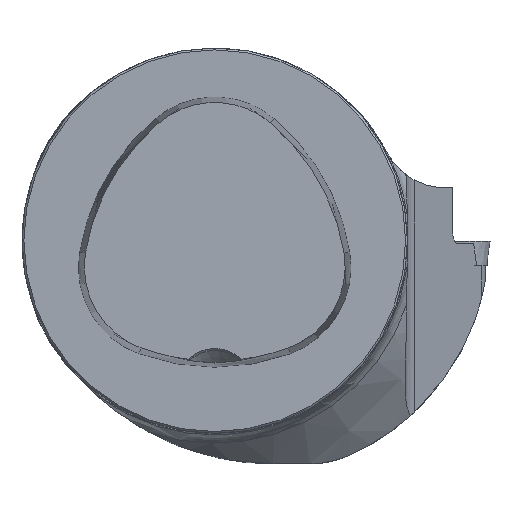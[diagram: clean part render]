
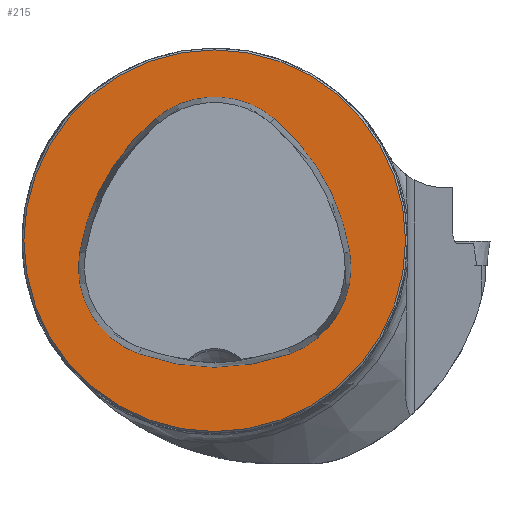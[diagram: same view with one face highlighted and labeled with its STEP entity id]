
A CAD part, top view. The second image highlights one B-rep face of the part: STEP entity #215.
In plain terms, the highlighted planar face has unit normal (0, 0, 1).
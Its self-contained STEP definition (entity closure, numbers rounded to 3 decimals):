
#100=FACE_BOUND('',#381,.T.);
#101=FACE_BOUND('',#382,.T.);
#145=PLANE('',#1447);
#215=ADVANCED_FACE('CU_FL_N1_SU_1',(#100,#101),#145,.T.);
#381=EDGE_LOOP('',(#777,#778,#779,#780,#781,#782));
#382=EDGE_LOOP('',(#783));
#777=ORIENTED_EDGE('',*,*,#1224,.F.);
#778=ORIENTED_EDGE('',*,*,#1225,.F.);
#779=ORIENTED_EDGE('',*,*,#1217,.F.);
#780=ORIENTED_EDGE('',*,*,#1226,.F.);
#781=ORIENTED_EDGE('',*,*,#1227,.F.);
#782=ORIENTED_EDGE('',*,*,#1228,.F.);
#783=ORIENTED_EDGE('',*,*,#1229,.T.);
#1071=VERTEX_POINT('',#2529);
#1072=VERTEX_POINT('',#2531);
#1078=VERTEX_POINT('',#2563);
#1079=VERTEX_POINT('',#2564);
#1080=VERTEX_POINT('',#2567);
#1081=VERTEX_POINT('',#2569);
#1082=VERTEX_POINT('',#2572);
#1217=EDGE_CURVE('',#1071,#1072,#1293,.T.);
#1224=EDGE_CURVE('',#1078,#1079,#1295,.T.);
#1225=EDGE_CURVE('',#1072,#1078,#1296,.T.);
#1226=EDGE_CURVE('',#1080,#1071,#1297,.T.);
#1227=EDGE_CURVE('',#1081,#1080,#1298,.T.);
#1228=EDGE_CURVE('',#1079,#1081,#1299,.T.);
#1229=EDGE_CURVE('',#1082,#1082,#1300,.T.);
#1293=CIRCLE('',#1438,36.075);
#1295=CIRCLE('',#1441,36.075);
#1296=CIRCLE('',#1442,15.075);
#1297=CIRCLE('',#1443,15.075);
#1298=CIRCLE('',#1444,36.075);
#1299=CIRCLE('',#1445,15.075);
#1300=CIRCLE('',#1446,31.2);
#1438=AXIS2_PLACEMENT_3D('',#2530,#1680,#1681);
#1441=AXIS2_PLACEMENT_3D('',#2562,#1687,#1688);
#1442=AXIS2_PLACEMENT_3D('',#2565,#1689,#1690);
#1443=AXIS2_PLACEMENT_3D('',#2566,#1691,#1692);
#1444=AXIS2_PLACEMENT_3D('',#2568,#1693,#1694);
#1445=AXIS2_PLACEMENT_3D('',#2570,#1695,#1696);
#1446=AXIS2_PLACEMENT_3D('',#2571,#1697,#1698);
#1447=AXIS2_PLACEMENT_3D('',#2573,#1699,#1700);
#1680=DIRECTION('',(0.,0.,1.));
#1681=DIRECTION('',(-1.,0.,0.));
#1687=DIRECTION('',(0.,0.,1.));
#1688=DIRECTION('',(-1.,0.,0.));
#1689=DIRECTION('',(0.,0.,1.));
#1690=DIRECTION('',(-1.,0.,0.));
#1691=DIRECTION('',(0.,0.,1.));
#1692=DIRECTION('',(-1.,0.,0.));
#1693=DIRECTION('',(0.,0.,1.));
#1694=DIRECTION('',(-1.,0.,0.));
#1695=DIRECTION('',(0.,0.,1.));
#1696=DIRECTION('',(-1.,0.,0.));
#1697=DIRECTION('',(0.,0.,1.));
#1698=DIRECTION('',(-1.,0.,0.));
#1699=DIRECTION('',(0.,0.,1.));
#1700=DIRECTION('',(-1.,0.,0.));
#2529=CARTESIAN_POINT('',(-12.368,-18.489,0.));
#2530=CARTESIAN_POINT('',(0.,15.4,0.));
#2531=CARTESIAN_POINT('',(12.368,-18.489,0.));
#2562=CARTESIAN_POINT('',(-13.535,-7.656,0.));
#2563=CARTESIAN_POINT('',(22.084,-1.937,0.));
#2564=CARTESIAN_POINT('',(9.716,19.927,0.));
#2565=CARTESIAN_POINT('',(7.2,-4.327,0.));
#2566=CARTESIAN_POINT('',(-7.2,-4.327,0.));
#2567=CARTESIAN_POINT('',(-22.084,-1.937,0.));
#2568=CARTESIAN_POINT('',(13.535,-7.656,0.));
#2569=CARTESIAN_POINT('',(-9.716,19.927,0.));
#2570=CARTESIAN_POINT('',(0.,8.4,0.));
#2571=CARTESIAN_POINT('',(0.,0.,0.));
#2572=CARTESIAN_POINT('',(-31.2,0.,0.));
#2573=CARTESIAN_POINT('',(0.,0.,0.));
